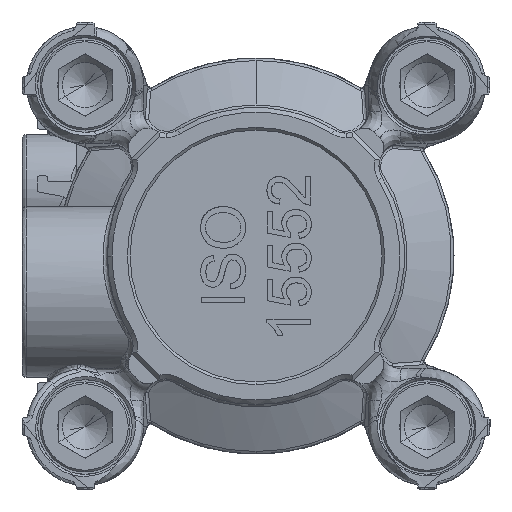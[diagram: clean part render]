
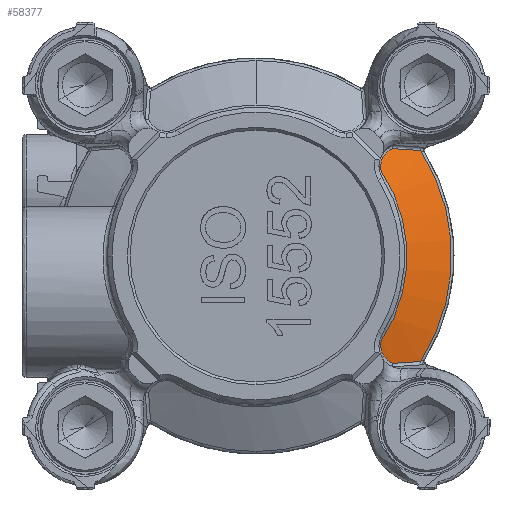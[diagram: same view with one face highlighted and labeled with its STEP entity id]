
A CAD part, front view. The second image highlights one B-rep face of the part: STEP entity #58377.
In plain terms, the highlighted conical face has half-angle 63.5 degrees and reference radius 21.723 mm.
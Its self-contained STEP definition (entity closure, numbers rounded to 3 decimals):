
#1136 = DIRECTION ( 'NONE',  ( -1., 0., 0. ) ) ;
#8099 = CARTESIAN_POINT ( 'NONE',  ( 0., 22.245, 0. ) ) ;
#8478 = CARTESIAN_POINT ( 'NONE',  ( 13.852, 22.414, -10.054 ) ) ;
#8548 = CARTESIAN_POINT ( 'NONE',  ( 15.034, 23.432, 11.873 ) ) ;
#9956 = CARTESIAN_POINT ( 'NONE',  ( 14.208, 22.879, -11.13 ) ) ;
#11052 = CARTESIAN_POINT ( 'NONE',  ( 13.83, 22.359, 9.899 ) ) ;
#11385 = ORIENTED_EDGE ( 'NONE', *, *, #30848, .T. ) ;
#12442 = VERTEX_POINT ( 'NONE', #41107 ) ;
#14010 = CARTESIAN_POINT ( 'NONE',  ( 18.289, 24.711, -11.721 ) ) ;
#15068 = CARTESIAN_POINT ( 'NONE',  ( 15.152, 23.494, 11.925 ) ) ;
#16077 = CARTESIAN_POINT ( 'NONE',  ( 13.86, 22.296, -9.635 ) ) ;
#16198 = DIRECTION ( 'NONE',  ( 0., 1., 0. ) ) ;
#17570 = CARTESIAN_POINT ( 'NONE',  ( 14.081, 22.758, -10.9 ) ) ;
#19567 = CARTESIAN_POINT ( 'NONE',  ( 14.319, 22.969, -11.279 ) ) ;
#20428 = B_SPLINE_CURVE_WITH_KNOTS ( 'NONE', 3,
 ( #78150, #8548, #31390, #69038, #46152, #61408, #45153, #99480, #47148, #85754, #91851, #29904, #60909, #22779, #53787, #22291, #30881, #53291, #61906, #92846, #23279, #85259, #11052, #41019, #40513 ),
 .UNSPECIFIED., .F., .F.,
 ( 4, 2, 1, 2, 2, 2, 1, 2, 2, 2, 1, 2, 2, 4 ),
 ( 0., 0.125, 0.188, 0.219, 0.25, 0.375, 0.438, 0.469, 0.5, 0.625, 0.688, 0.719, 0.75, 1. ),
 .UNSPECIFIED. ) ;
#22291 = CARTESIAN_POINT ( 'NONE',  ( 14.026, 22.704, 10.792 ) ) ;
#22779 = CARTESIAN_POINT ( 'NONE',  ( 14.114, 22.791, 10.965 ) ) ;
#23279 = CARTESIAN_POINT ( 'NONE',  ( 13.871, 22.475, 10.236 ) ) ;
#24624 = CARTESIAN_POINT ( 'NONE',  ( 0., 24.711, 0. ) ) ;
#25547 = ORIENTED_EDGE ( 'NONE', *, *, #42193, .F. ) ;
#26707 = CARTESIAN_POINT ( 'NONE',  ( 14.073, 22.751, -10.884 ) ) ;
#26819 = CARTESIAN_POINT ( 'NONE',  ( 18.289, 24.711, 11.721 ) ) ;
#27848 = CARTESIAN_POINT ( 'NONE',  ( 15.152, 23.494, -11.925 ) ) ;
#29438 = CARTESIAN_POINT ( 'NONE',  ( 15.152, 23.494, -11.925 ) ) ;
#29904 = CARTESIAN_POINT ( 'NONE',  ( 14.192, 22.863, 11.099 ) ) ;
#29946 = CARTESIAN_POINT ( 'NONE',  ( 16.148, 23.865, -11.864 ) ) ;
#30848 = EDGE_CURVE ( 'NONE', #93595, #91958, #80691, .T. ) ;
#30881 = CARTESIAN_POINT ( 'NONE',  ( 13.978, 22.648, 10.672 ) ) ;
#31390 = CARTESIAN_POINT ( 'NONE',  ( 14.924, 23.369, 11.811 ) ) ;
#32019 = ORIENTED_EDGE ( 'NONE', *, *, #47587, .T. ) ;
#33815 = CARTESIAN_POINT ( 'NONE',  ( 13.88, 22.498, -10.303 ) ) ;
#34322 = CARTESIAN_POINT ( 'NONE',  ( 14.038, 22.714, -10.81 ) ) ;
#36578 = AXIS2_PLACEMENT_3D ( 'NONE', #24624, #95672, #94686 ) ;
#37579 = CARTESIAN_POINT ( 'NONE',  ( 18.289, 24.711, -11.721 ) ) ;
#39161 = CARTESIAN_POINT ( 'NONE',  ( 18.289, 24.711, 11.721 ) ) ;
#39236 = CARTESIAN_POINT ( 'NONE',  ( 0., 24.711, 0. ) ) ;
#39471 = CARTESIAN_POINT ( 'NONE',  ( 13.857, 22.431, -10.106 ) ) ;
#39770 = B_SPLINE_CURVE_WITH_KNOTS ( 'NONE', 3,
 ( #99914, #54721, #16077, #47078, #78075, #8478, #39471, #41957, #64327, #33815, #72965, #63828, #40953, #34322, #48565, #26707, #17570, #72467, #9956, #19567, #50080, #79549, #89167, #65330, #50583, #94762, #96773 ),
 .UNSPECIFIED., .F., .F.,
 ( 4, 2, 1, 1, 2, 2, 2, 1, 1, 2, 2, 2, 1, 2, 2, 4 ),
 ( 0., 0.125, 0.187, 0.219, 0.234, 0.25, 0.375, 0.437, 0.469, 0.484, 0.5, 0.625, 0.687, 0.719, 0.75, 1. ),
 .UNSPECIFIED. ) ;
#40513 = CARTESIAN_POINT ( 'NONE',  ( 13.915, 22.245, 9.372 ) ) ;
#40953 = CARTESIAN_POINT ( 'NONE',  ( 13.994, 22.665, -10.705 ) ) ;
#41001 = CONICAL_SURFACE ( 'NONE', #47528, 21.723, 1.108 ) ;
#41019 = CARTESIAN_POINT ( 'NONE',  ( 13.848, 22.29, 9.634 ) ) ;
#41022 = VERTEX_POINT ( 'NONE', #83724 ) ;
#41107 = CARTESIAN_POINT ( 'NONE',  ( 13.915, 22.245, 9.372 ) ) ;
#41957 = CARTESIAN_POINT ( 'NONE',  ( 13.86, 22.443, -10.14 ) ) ;
#42193 = EDGE_CURVE ( 'NONE', #100231, #91958, #47940, .T. ) ;
#43524 = AXIS2_PLACEMENT_3D ( 'NONE', #8099, #16198, #70085 ) ;
#43652 = VERTEX_POINT ( 'NONE', #15068 ) ;
#45153 = CARTESIAN_POINT ( 'NONE',  ( 14.577, 23.154, 11.552 ) ) ;
#46152 = CARTESIAN_POINT ( 'NONE',  ( 14.695, 23.23, 11.652 ) ) ;
#47078 = CARTESIAN_POINT ( 'NONE',  ( 13.848, 22.348, -9.835 ) ) ;
#47148 = CARTESIAN_POINT ( 'NONE',  ( 14.439, 23.059, 11.421 ) ) ;
#47528 = AXIS2_PLACEMENT_3D ( 'NONE', #39236, #63108, #1136 ) ;
#47587 = EDGE_CURVE ( 'NONE', #12442, #41022, #67910, .T. ) ;
#47940 = CIRCLE ( 'NONE', #36578, 21.723 ) ;
#48010 = EDGE_CURVE ( 'NONE', #41022, #93595, #39770, .T. ) ;
#48565 = CARTESIAN_POINT ( 'NONE',  ( 14.059, 22.736, -10.855 ) ) ;
#50080 = CARTESIAN_POINT ( 'NONE',  ( 14.379, 23.014, -11.352 ) ) ;
#50583 = CARTESIAN_POINT ( 'NONE',  ( 14.711, 23.246, -11.68 ) ) ;
#53291 = CARTESIAN_POINT ( 'NONE',  ( 13.923, 22.571, 10.487 ) ) ;
#53787 = CARTESIAN_POINT ( 'NONE',  ( 14.101, 22.778, 10.939 ) ) ;
#54721 = CARTESIAN_POINT ( 'NONE',  ( 13.882, 22.267, -9.503 ) ) ;
#54910 = CARTESIAN_POINT ( 'NONE',  ( 17.193, 24.271, 11.796 ) ) ;
#58377 = ADVANCED_FACE ( 'NONE', ( #86439 ), #41001, .T. ) ;
#59951 = CARTESIAN_POINT ( 'NONE',  ( 17.193, 24.271, -11.796 ) ) ;
#60909 = CARTESIAN_POINT ( 'NONE',  ( 14.145, 22.82, 11.019 ) ) ;
#61408 = CARTESIAN_POINT ( 'NONE',  ( 14.624, 23.184, 11.592 ) ) ;
#61906 = CARTESIAN_POINT ( 'NONE',  ( 13.899, 22.534, 10.394 ) ) ;
#62527 = CARTESIAN_POINT ( 'NONE',  ( 16.148, 23.865, 11.864 ) ) ;
#63108 = DIRECTION ( 'NONE',  ( 0., 1., 0. ) ) ;
#63828 = CARTESIAN_POINT ( 'NONE',  ( 13.962, 22.624, -10.614 ) ) ;
#64327 = CARTESIAN_POINT ( 'NONE',  ( 13.862, 22.449, -10.158 ) ) ;
#65330 = CARTESIAN_POINT ( 'NONE',  ( 14.511, 23.109, -11.491 ) ) ;
#67139 = EDGE_CURVE ( 'NONE', #100231, #43652, #91837, .T. ) ;
#67598 = EDGE_CURVE ( 'NONE', #43652, #12442, #20428, .T. ) ;
#67910 = CIRCLE ( 'NONE', #43524, 16.777 ) ;
#69038 = CARTESIAN_POINT ( 'NONE',  ( 14.769, 23.277, 11.707 ) ) ;
#70085 = DIRECTION ( 'NONE',  ( 0., 0., 1. ) ) ;
#72467 = CARTESIAN_POINT ( 'NONE',  ( 14.144, 22.821, -11.024 ) ) ;
#72965 = CARTESIAN_POINT ( 'NONE',  ( 13.906, 22.546, -10.429 ) ) ;
#78075 = CARTESIAN_POINT ( 'NONE',  ( 13.846, 22.377, -9.936 ) ) ;
#78150 = CARTESIAN_POINT ( 'NONE',  ( 15.152, 23.494, 11.925 ) ) ;
#79549 = CARTESIAN_POINT ( 'NONE',  ( 14.443, 23.061, -11.422 ) ) ;
#79919 = EDGE_LOOP ( 'NONE', ( #11385, #25547, #100517, #80615, #32019, #84796 ) ) ;
#80615 = ORIENTED_EDGE ( 'NONE', *, *, #67598, .T. ) ;
#80691 = B_SPLINE_CURVE_WITH_KNOTS ( 'NONE', 3,
 ( #29438, #29946, #59951, #37579 ),
 .UNSPECIFIED., .F., .F.,
 ( 4, 4 ),
 ( 0., 1. ),
 .UNSPECIFIED. ) ;
#83724 = CARTESIAN_POINT ( 'NONE',  ( 13.915, 22.245, -9.372 ) ) ;
#84796 = ORIENTED_EDGE ( 'NONE', *, *, #48010, .T. ) ;
#85259 = CARTESIAN_POINT ( 'NONE',  ( 13.867, 22.465, 10.207 ) ) ;
#85754 = CARTESIAN_POINT ( 'NONE',  ( 14.355, 22.997, 11.326 ) ) ;
#86439 = FACE_OUTER_BOUND ( 'NONE', #79919, .T. ) ;
#89167 = CARTESIAN_POINT ( 'NONE',  ( 14.487, 23.092, -11.467 ) ) ;
#91837 = B_SPLINE_CURVE_WITH_KNOTS ( 'NONE', 3,
 ( #39161, #54910, #62527, #91964 ),
 .UNSPECIFIED., .F., .F.,
 ( 4, 4 ),
 ( 0., 1. ),
 .UNSPECIFIED. ) ;
#91851 = CARTESIAN_POINT ( 'NONE',  ( 14.244, 22.907, 11.176 ) ) ;
#91958 = VERTEX_POINT ( 'NONE', #14010 ) ;
#91964 = CARTESIAN_POINT ( 'NONE',  ( 15.152, 23.494, 11.925 ) ) ;
#92846 = CARTESIAN_POINT ( 'NONE',  ( 13.882, 22.498, 10.3 ) ) ;
#93595 = VERTEX_POINT ( 'NONE', #27848 ) ;
#94686 = DIRECTION ( 'NONE',  ( 0., 0., -1. ) ) ;
#94762 = CARTESIAN_POINT ( 'NONE',  ( 14.916, 23.369, -11.82 ) ) ;
#95672 = DIRECTION ( 'NONE',  ( 0., 1., 0. ) ) ;
#96773 = CARTESIAN_POINT ( 'NONE',  ( 15.152, 23.494, -11.925 ) ) ;
#99480 = CARTESIAN_POINT ( 'NONE',  ( 14.555, 23.139, 11.532 ) ) ;
#99914 = CARTESIAN_POINT ( 'NONE',  ( 13.915, 22.245, -9.372 ) ) ;
#100231 = VERTEX_POINT ( 'NONE', #26819 ) ;
#100517 = ORIENTED_EDGE ( 'NONE', *, *, #67139, .T. ) ;
